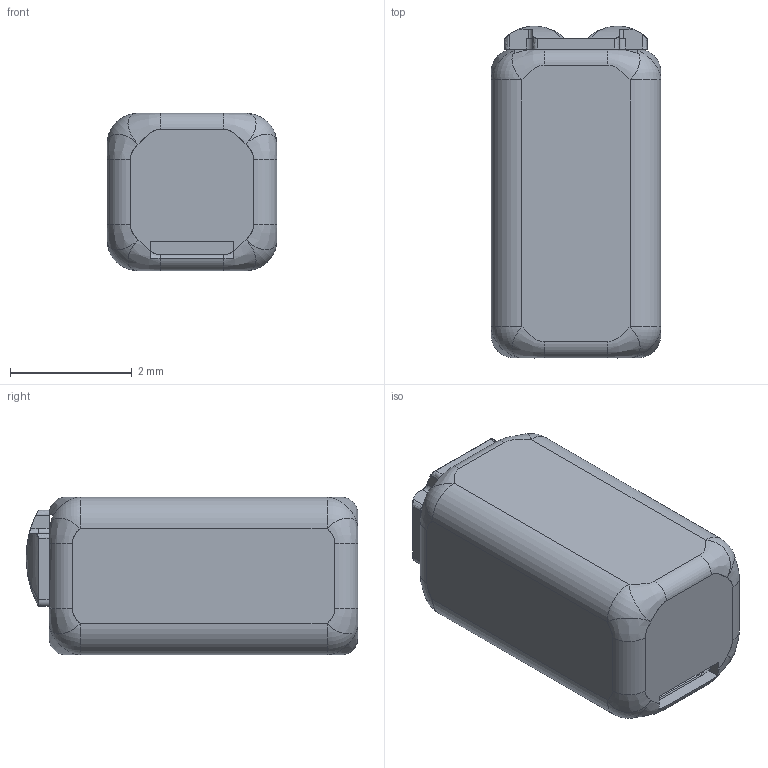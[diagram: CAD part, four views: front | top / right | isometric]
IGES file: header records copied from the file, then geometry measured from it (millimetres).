
Start section:  PTC IGES file: ffh-26856-i05_sw.igs
Global section: file name: ffh-26856-i05_sw.igs; native system: Pro/ENGINEER by Parametric Technology Corporation; preprocessor: 2005070; author: rgrounds; organization: Unknown; date: 060425.144408; units: inch
Bounding box: 2.79 x 5.46 x 2.59 mm (x, y, z)
Surface area: 114.9 mm2 (no closed solid volume)
Topology: 0 solids, 0 shells, 175 faces, 892 edges, 888 vertices
Faces by surface type: bspline 98, revolution 77
